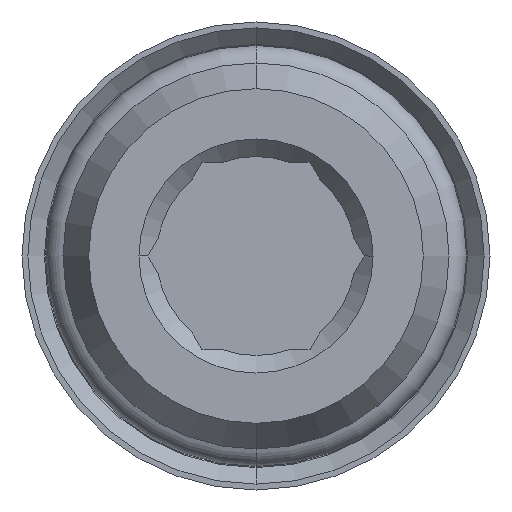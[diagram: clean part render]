
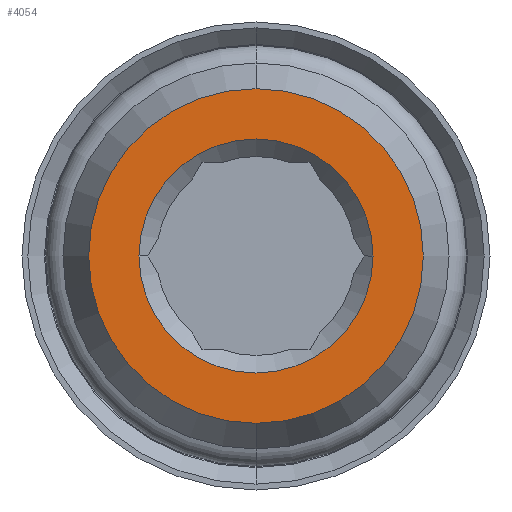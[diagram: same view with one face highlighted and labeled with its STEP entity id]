
A CAD part, front view. The second image highlights one B-rep face of the part: STEP entity #4054.
In plain terms, the highlighted planar face has unit normal (0, -1, 0).
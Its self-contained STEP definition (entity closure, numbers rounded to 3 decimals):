
#729 = AXIS2_PLACEMENT_3D ( 'NONE', #1361, #1362, #1363 ) ;
#981 = FACE_BOUND ( 'NONE', #4658, .T. ) ;
#982 = FACE_OUTER_BOUND ( 'NONE', #4659, .T. ) ;
#1354 = PLANE ( 'NONE',  #729 ) ;
#1361 = CARTESIAN_POINT ( 'NONE',  ( 0., 0., 0. ) ) ;
#1362 = DIRECTION ( 'NONE',  ( 0., -1., 0. ) ) ;
#1363 = DIRECTION ( 'NONE',  ( 0., 0., -1. ) ) ;
#1639 = EDGE_CURVE ( 'NONE', #4695, #4694, #2606, .T. ) ;
#1640 = EDGE_CURVE ( 'NONE', #4689, #4683, #2610, .T. ) ;
#1719 = EDGE_CURVE ( 'NONE', #4694, #4695, #2706, .T. ) ;
#1724 = EDGE_CURVE ( 'NONE', #4683, #4689, #2713, .T. ) ;
#1760 = AXIS2_PLACEMENT_3D ( 'NONE', #3761, #3759, #3758 ) ;
#1761 = AXIS2_PLACEMENT_3D ( 'NONE', #3757, #3755, #3754 ) ;
#1810 = AXIS2_PLACEMENT_3D ( 'NONE', #4521, #4520, #4519 ) ;
#1811 = AXIS2_PLACEMENT_3D ( 'NONE', #4502, #4500, #4499 ) ;
#2382 = CARTESIAN_POINT ( 'NONE',  ( 0., 0., -7.15 ) ) ;
#2385 = CARTESIAN_POINT ( 'NONE',  ( 0., 0., 7.15 ) ) ;
#2390 = CARTESIAN_POINT ( 'NONE',  ( -5., 0., 0. ) ) ;
#2391 = CARTESIAN_POINT ( 'NONE',  ( 5., 0., 0. ) ) ;
#2606 = CIRCLE ( 'NONE', #1760, 5. ) ;
#2610 = CIRCLE ( 'NONE', #1761, 7.15 ) ;
#2706 = CIRCLE ( 'NONE', #1810, 5. ) ;
#2713 = CIRCLE ( 'NONE', #1811, 7.15 ) ;
#3584 = ORIENTED_EDGE ( 'NONE', *, *, #1639, .F. ) ;
#3585 = ORIENTED_EDGE ( 'NONE', *, *, #1719, .F. ) ;
#3586 = ORIENTED_EDGE ( 'NONE', *, *, #1640, .T. ) ;
#3587 = ORIENTED_EDGE ( 'NONE', *, *, #1724, .T. ) ;
#3754 = DIRECTION ( 'NONE',  ( 0., 0., -1. ) ) ;
#3755 = DIRECTION ( 'NONE',  ( 0., -1., 0. ) ) ;
#3757 = CARTESIAN_POINT ( 'NONE',  ( 0., 0., 0. ) ) ;
#3758 = DIRECTION ( 'NONE',  ( 1., 0., 0. ) ) ;
#3759 = DIRECTION ( 'NONE',  ( 0., -1., 0. ) ) ;
#3761 = CARTESIAN_POINT ( 'NONE',  ( 0., 0., 0. ) ) ;
#4054 = ADVANCED_FACE ( 'NONE', ( #981, #982 ), #1354, .T. ) ;
#4499 = DIRECTION ( 'NONE',  ( 0., 0., -1. ) ) ;
#4500 = DIRECTION ( 'NONE',  ( 0., -1., 0. ) ) ;
#4502 = CARTESIAN_POINT ( 'NONE',  ( 0., 0., 0. ) ) ;
#4519 = DIRECTION ( 'NONE',  ( 1., 0., 0. ) ) ;
#4520 = DIRECTION ( 'NONE',  ( 0., -1., 0. ) ) ;
#4521 = CARTESIAN_POINT ( 'NONE',  ( 0., 0., 0. ) ) ;
#4658 = EDGE_LOOP ( 'NONE', ( #3584, #3585 ) ) ;
#4659 = EDGE_LOOP ( 'NONE', ( #3586, #3587 ) ) ;
#4683 = VERTEX_POINT ( 'NONE', #2382 ) ;
#4689 = VERTEX_POINT ( 'NONE', #2385 ) ;
#4694 = VERTEX_POINT ( 'NONE', #2390 ) ;
#4695 = VERTEX_POINT ( 'NONE', #2391 ) ;
